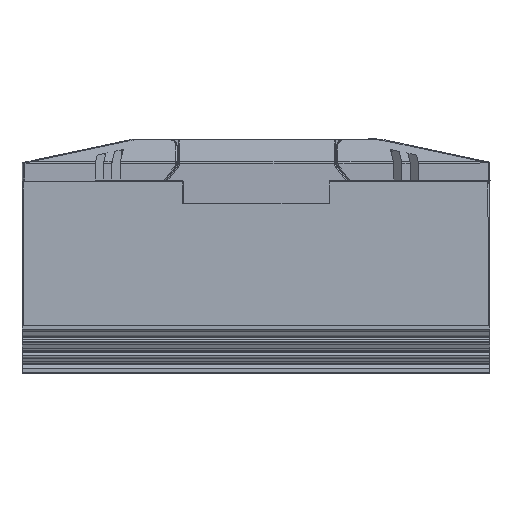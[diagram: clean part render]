
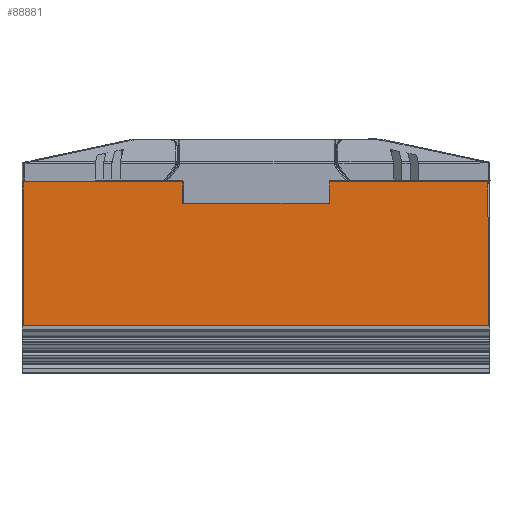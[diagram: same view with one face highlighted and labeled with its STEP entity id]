
A CAD part, top view. The second image highlights one B-rep face of the part: STEP entity #88881.
In plain terms, the highlighted planar face has unit normal (0, 0.005, 1).
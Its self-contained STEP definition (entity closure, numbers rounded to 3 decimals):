
#245 = LINE ( 'NONE', #57505, #82498 ) ;
#794 = EDGE_CURVE ( 'NONE', #51766, #36998, #26691, .T. ) ;
#1722 = EDGE_LOOP ( 'NONE', ( #73256, #56248, #32917, #84115, #26010, #13807, #48899, #54351 ) ) ;
#4247 = DIRECTION ( 'NONE',  ( -0.005, 1., -0.005 ) ) ;
#4713 = AXIS2_PLACEMENT_3D ( 'NONE', #71036, #46608, #104036 ) ;
#5211 = EDGE_CURVE ( 'NONE', #45321, #18131, #245, .T. ) ;
#5811 = LINE ( 'NONE', #22281, #91803 ) ;
#6628 = CARTESIAN_POINT ( 'NONE',  ( -12.55, 1., 22.5 ) ) ;
#11434 = EDGE_CURVE ( 'NONE', #67162, #46356, #106037, .T. ) ;
#13191 = LINE ( 'NONE', #21800, #100606 ) ;
#13212 = CARTESIAN_POINT ( 'NONE',  ( -39.805, 0., 22.505 ) ) ;
#13807 = ORIENTED_EDGE ( 'NONE', *, *, #91716, .F. ) ;
#18131 = VERTEX_POINT ( 'NONE', #13212 ) ;
#20124 = EDGE_CURVE ( 'NONE', #46356, #63146, #78550, .T. ) ;
#20786 = CARTESIAN_POINT ( 'NONE',  ( 39.676, 24.6, 22.376 ) ) ;
#21800 = CARTESIAN_POINT ( 'NONE',  ( -40., 0., 22.505 ) ) ;
#21917 = CARTESIAN_POINT ( 'NONE',  ( 12.55, 1., 22.5 ) ) ;
#21980 = FACE_OUTER_BOUND ( 'NONE', #1722, .T. ) ;
#22281 = CARTESIAN_POINT ( 'NONE',  ( -39.676, 24.601, 22.376 ) ) ;
#25493 = CARTESIAN_POINT ( 'NONE',  ( 39.676, 24.601, 22.376 ) ) ;
#26010 = ORIENTED_EDGE ( 'NONE', *, *, #11434, .F. ) ;
#26306 = DIRECTION ( 'NONE',  ( -1., 0., 0. ) ) ;
#26691 = LINE ( 'NONE', #20786, #89681 ) ;
#32917 = ORIENTED_EDGE ( 'NONE', *, *, #52091, .T. ) ;
#36998 = VERTEX_POINT ( 'NONE', #25493 ) ;
#41941 = LINE ( 'NONE', #6628, #66419 ) ;
#45321 = VERTEX_POINT ( 'NONE', #86954 ) ;
#45410 = CARTESIAN_POINT ( 'NONE',  ( 12.55, 24.601, 22.376 ) ) ;
#46356 = VERTEX_POINT ( 'NONE', #83556 ) ;
#46608 = DIRECTION ( 'NONE',  ( 0., 0.005, 1. ) ) ;
#48899 = ORIENTED_EDGE ( 'NONE', *, *, #74917, .T. ) ;
#51766 = VERTEX_POINT ( 'NONE', #70930 ) ;
#52091 = EDGE_CURVE ( 'NONE', #36998, #63146, #98415, .T. ) ;
#53892 = DIRECTION ( 'NONE',  ( 1., 0., 0. ) ) ;
#54351 = ORIENTED_EDGE ( 'NONE', *, *, #5211, .T. ) ;
#56248 = ORIENTED_EDGE ( 'NONE', *, *, #794, .T. ) ;
#56787 = VECTOR ( 'NONE', #104149, 1000. ) ;
#57505 = CARTESIAN_POINT ( 'NONE',  ( -39.805, -0.001, 22.505 ) ) ;
#62132 = CARTESIAN_POINT ( 'NONE',  ( -40., 20.95, 22.396 ) ) ;
#63146 = VERTEX_POINT ( 'NONE', #45410 ) ;
#64134 = DIRECTION ( 'NONE',  ( 0., -1., 0.005 ) ) ;
#64275 = EDGE_CURVE ( 'NONE', #18131, #51766, #13191, .T. ) ;
#66419 = VECTOR ( 'NONE', #64134, 1000. ) ;
#67162 = VERTEX_POINT ( 'NONE', #94711 ) ;
#67312 = CARTESIAN_POINT ( 'NONE',  ( 12.55, 24.601, 22.376 ) ) ;
#67588 = VERTEX_POINT ( 'NONE', #74969 ) ;
#70930 = CARTESIAN_POINT ( 'NONE',  ( 39.805, 0., 22.505 ) ) ;
#71036 = CARTESIAN_POINT ( 'NONE',  ( -40., 1., 22.5 ) ) ;
#71524 = DIRECTION ( 'NONE',  ( -1., 0., 0. ) ) ;
#73256 = ORIENTED_EDGE ( 'NONE', *, *, #64275, .T. ) ;
#74065 = VECTOR ( 'NONE', #26306, 1000. ) ;
#74917 = EDGE_CURVE ( 'NONE', #67588, #45321, #5811, .T. ) ;
#74969 = CARTESIAN_POINT ( 'NONE',  ( -12.55, 24.601, 22.376 ) ) ;
#78550 = LINE ( 'NONE', #21917, #56787 ) ;
#79242 = DIRECTION ( 'NONE',  ( 1., 0., 0. ) ) ;
#82498 = VECTOR ( 'NONE', #82551, 1000. ) ;
#82551 = DIRECTION ( 'NONE',  ( -0.005, -1., 0.005 ) ) ;
#83556 = CARTESIAN_POINT ( 'NONE',  ( 12.55, 20.95, 22.396 ) ) ;
#84115 = ORIENTED_EDGE ( 'NONE', *, *, #20124, .F. ) ;
#86954 = CARTESIAN_POINT ( 'NONE',  ( -39.676, 24.601, 22.376 ) ) ;
#88881 = ADVANCED_FACE ( 'NONE', ( #21980 ), #95755, .T. ) ;
#89681 = VECTOR ( 'NONE', #4247, 1000. ) ;
#91716 = EDGE_CURVE ( 'NONE', #67588, #67162, #41941, .T. ) ;
#91803 = VECTOR ( 'NONE', #71524, 1000. ) ;
#94711 = CARTESIAN_POINT ( 'NONE',  ( -12.55, 20.95, 22.396 ) ) ;
#95755 = PLANE ( 'NONE',  #4713 ) ;
#98415 = LINE ( 'NONE', #67312, #74065 ) ;
#100606 = VECTOR ( 'NONE', #79242, 1000. ) ;
#100866 = VECTOR ( 'NONE', #53892, 1000. ) ;
#104036 = DIRECTION ( 'NONE',  ( 0., -1., 0.005 ) ) ;
#104149 = DIRECTION ( 'NONE',  ( 0., 1., -0.005 ) ) ;
#106037 = LINE ( 'NONE', #62132, #100866 ) ;
